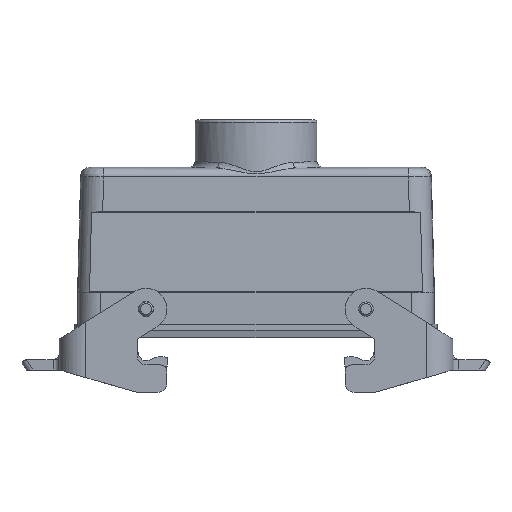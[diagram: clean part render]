
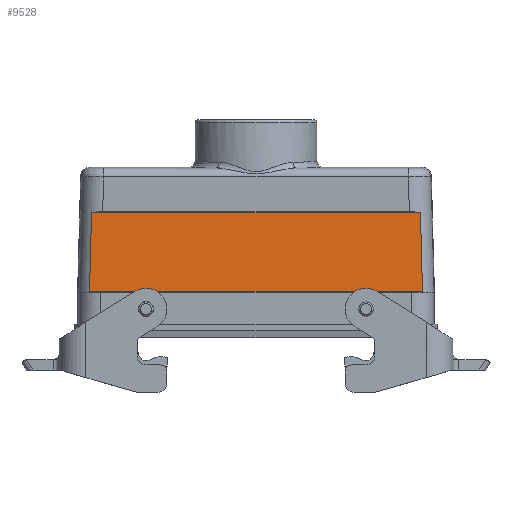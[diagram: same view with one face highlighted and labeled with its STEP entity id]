
A CAD part, front view. The second image highlights one B-rep face of the part: STEP entity #9528.
In plain terms, the highlighted planar face has unit normal (0, -1, 0.018).
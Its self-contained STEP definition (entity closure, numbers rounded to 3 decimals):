
#9489=CARTESIAN_POINT('',(70.0,-20.497,4.027));
#9490=DIRECTION('',(0.0,-1.,0.018));
#9491=DIRECTION('',(0.0,-0.018,-1.));
#9492=AXIS2_PLACEMENT_3D('',#9489,#9490,#9491);
#9493=PLANE('',#9492);
#9494=CARTESIAN_POINT('',(-55.993,-20.497,4.027));
#9495=VERTEX_POINT('',#9494);
#9496=CARTESIAN_POINT('',(-55.304,-20.021,30.674));
#9497=VERTEX_POINT('',#9496);
#9498=CARTESIAN_POINT('',(-55.993,-20.497,4.027));
#9499=DIRECTION('',(0.026,0.018,1.));
#9500=VECTOR('',#9499,26.66);
#9501=LINE('',#9498,#9500);
#9502=EDGE_CURVE('',#9495,#9497,#9501,.T.);
#9503=ORIENTED_EDGE('',*,*,#9502,.F.);
#9504=CARTESIAN_POINT('',(55.993,-20.497,4.027));
#9505=VERTEX_POINT('',#9504);
#9506=CARTESIAN_POINT('',(-55.993,-20.497,4.027));
#9507=DIRECTION('',(1.0,0.0,0.0));
#9508=VECTOR('',#9507,111.987);
#9509=LINE('',#9506,#9508);
#9510=EDGE_CURVE('',#9495,#9505,#9509,.T.);
#9511=ORIENTED_EDGE('',*,*,#9510,.T.);
#9512=CARTESIAN_POINT('',(55.304,-20.021,30.674));
#9513=VERTEX_POINT('',#9512);
#9514=CARTESIAN_POINT('',(55.304,-20.021,30.674));
#9515=DIRECTION('',(0.026,-0.018,-1.));
#9516=VECTOR('',#9515,26.66);
#9517=LINE('',#9514,#9516);
#9518=EDGE_CURVE('',#9513,#9505,#9517,.T.);
#9519=ORIENTED_EDGE('',*,*,#9518,.F.);
#9520=CARTESIAN_POINT('',(55.304,-20.021,30.674));
#9521=DIRECTION('',(-1.0,0.0,0.0));
#9522=VECTOR('',#9521,110.607);
#9523=LINE('',#9520,#9522);
#9524=EDGE_CURVE('',#9513,#9497,#9523,.T.);
#9525=ORIENTED_EDGE('',*,*,#9524,.T.);
#9526=EDGE_LOOP('',(#9503,#9511,#9519,#9525));
#9527=FACE_OUTER_BOUND('',#9526,.T.);
#9528=ADVANCED_FACE('',(#9527),#9493,.T.);
